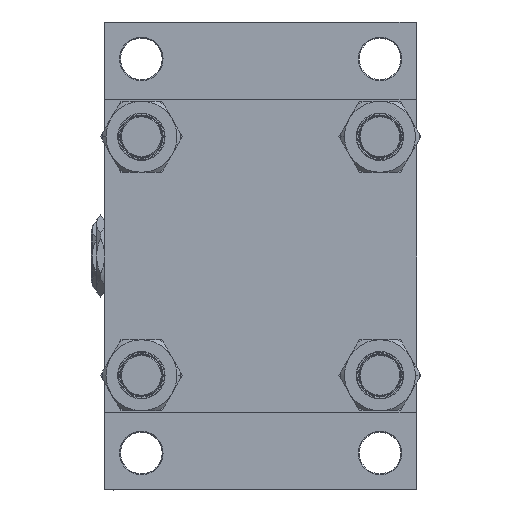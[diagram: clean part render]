
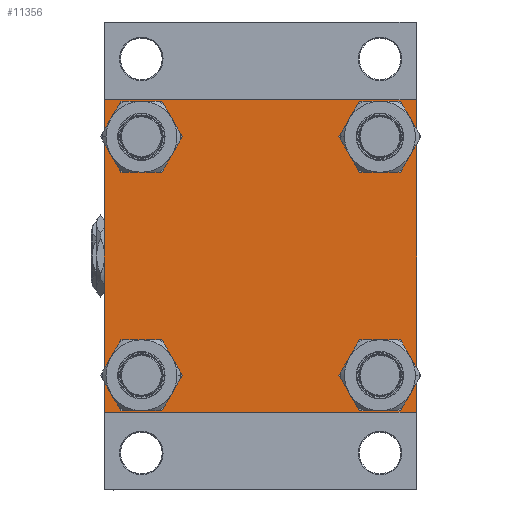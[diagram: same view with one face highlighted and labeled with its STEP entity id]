
A CAD part, left-side view. The second image highlights one B-rep face of the part: STEP entity #11356.
In plain terms, the highlighted planar face has unit normal (-1, 0, 0).
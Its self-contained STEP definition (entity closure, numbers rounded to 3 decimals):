
#415 = EDGE_LOOP ( 'NONE', ( #18832, #24818, #43425, #3069, #13325, #41845, #35084, #19813 ) ) ;
#608 = VECTOR ( 'NONE', #47905, 1000. ) ;
#1665 = VECTOR ( 'NONE', #38556, 1000. ) ;
#1724 = PLANE ( 'NONE',  #35646 ) ;
#1986 = FACE_BOUND ( 'NONE', #26212, .T. ) ;
#3069 = ORIENTED_EDGE ( 'NONE', *, *, #16895, .T. ) ;
#3154 = CIRCLE ( 'NONE', #43922, 11.5 ) ;
#4390 = DIRECTION ( 'NONE',  ( 0., 0., 1. ) ) ;
#4546 = EDGE_CURVE ( 'NONE', #26516, #15063, #22546, .T. ) ;
#6052 = ORIENTED_EDGE ( 'NONE', *, *, #26601, .T. ) ;
#6427 = DIRECTION ( 'NONE',  ( 1., 0., 0. ) ) ;
#6989 = CARTESIAN_POINT ( 'NONE',  ( 0., 62.95, 62.95 ) ) ;
#7201 = CARTESIAN_POINT ( 'NONE',  ( 0., 62.95, 62.95 ) ) ;
#7222 = DIRECTION ( 'NONE',  ( 0., 0., 1. ) ) ;
#7341 = DIRECTION ( 'NONE',  ( 0., -1., 0. ) ) ;
#8169 = VERTEX_POINT ( 'NONE', #33870 ) ;
#8492 = VECTOR ( 'NONE', #35775, 1000. ) ;
#8783 = VERTEX_POINT ( 'NONE', #12846 ) ;
#9105 = VERTEX_POINT ( 'NONE', #27112 ) ;
#9251 = LINE ( 'NONE', #20762, #8492 ) ;
#9291 = ORIENTED_EDGE ( 'NONE', *, *, #47701, .T. ) ;
#9953 = CARTESIAN_POINT ( 'NONE',  ( 0., -82.5, -82. ) ) ;
#10035 = DIRECTION ( 'NONE',  ( 0., 0., 1. ) ) ;
#10726 = VERTEX_POINT ( 'NONE', #41481 ) ;
#10767 = VERTEX_POINT ( 'NONE', #11671 ) ;
#11356 = ADVANCED_FACE ( 'NONE', ( #35992, #1986, #47020, #12472, #20734 ), #1724, .T. ) ;
#11671 = CARTESIAN_POINT ( 'NONE',  ( 0., -62.95, -51.45 ) ) ;
#11692 = EDGE_CURVE ( 'NONE', #10726, #26367, #19924, .T. ) ;
#12472 = FACE_BOUND ( 'NONE', #25680, .T. ) ;
#12703 = CARTESIAN_POINT ( 'NONE',  ( 0., -82.25, 82.25 ) ) ;
#12712 = DIRECTION ( 'NONE',  ( -1., 0., 0. ) ) ;
#12846 = CARTESIAN_POINT ( 'NONE',  ( 0., -82.5, 82. ) ) ;
#12895 = DIRECTION ( 'NONE',  ( 0., 0.707, -0.707 ) ) ;
#12945 = LINE ( 'NONE', #12703, #16036 ) ;
#13325 = ORIENTED_EDGE ( 'NONE', *, *, #26283, .F. ) ;
#13593 = VERTEX_POINT ( 'NONE', #44518 ) ;
#14447 = DIRECTION ( 'NONE',  ( 1., 0., 0. ) ) ;
#14927 = EDGE_CURVE ( 'NONE', #26367, #45028, #35367, .T. ) ;
#14934 = VERTEX_POINT ( 'NONE', #21620 ) ;
#15063 = VERTEX_POINT ( 'NONE', #17017 ) ;
#15082 = LINE ( 'NONE', #25644, #40696 ) ;
#15155 = CIRCLE ( 'NONE', #21587, 11.5 ) ;
#15391 = VECTOR ( 'NONE', #34054, 1000. ) ;
#15838 = CIRCLE ( 'NONE', #27829, 11.5 ) ;
#15881 = DIRECTION ( 'NONE',  ( 1., 0., 0. ) ) ;
#16036 = VECTOR ( 'NONE', #35235, 1000. ) ;
#16166 = CARTESIAN_POINT ( 'NONE',  ( 0., 82.25, 82.25 ) ) ;
#16260 = VERTEX_POINT ( 'NONE', #34418 ) ;
#16276 = ORIENTED_EDGE ( 'NONE', *, *, #24534, .T. ) ;
#16895 = EDGE_CURVE ( 'NONE', #15063, #35179, #9251, .T. ) ;
#16979 = CARTESIAN_POINT ( 'NONE',  ( 0., 0., 0. ) ) ;
#17017 = CARTESIAN_POINT ( 'NONE',  ( 0., -82., -82.5 ) ) ;
#17879 = AXIS2_PLACEMENT_3D ( 'NONE', #7201, #14447, #22721 ) ;
#18478 = DIRECTION ( 'NONE',  ( 1., 0., 0. ) ) ;
#18553 = CARTESIAN_POINT ( 'NONE',  ( 0., 62.95, -74.45 ) ) ;
#18787 = CARTESIAN_POINT ( 'NONE',  ( 0., 82.5, -82.5 ) ) ;
#18832 = ORIENTED_EDGE ( 'NONE', *, *, #14927, .T. ) ;
#19240 = DIRECTION ( 'NONE',  ( 0., 0., -1. ) ) ;
#19813 = ORIENTED_EDGE ( 'NONE', *, *, #11692, .T. ) ;
#19924 = LINE ( 'NONE', #16166, #29750 ) ;
#20379 = EDGE_CURVE ( 'NONE', #8169, #32436, #15838, .T. ) ;
#20388 = DIRECTION ( 'NONE',  ( 0., 0., 1. ) ) ;
#20734 = FACE_OUTER_BOUND ( 'NONE', #415, .T. ) ;
#20762 = CARTESIAN_POINT ( 'NONE',  ( 0., -82.25, -82.25 ) ) ;
#20848 = CIRCLE ( 'NONE', #36017, 11.5 ) ;
#21587 = AXIS2_PLACEMENT_3D ( 'NONE', #36538, #40312, #25536 ) ;
#21620 = CARTESIAN_POINT ( 'NONE',  ( 0., 62.95, 74.45 ) ) ;
#22364 = EDGE_CURVE ( 'NONE', #34660, #13593, #3154, .T. ) ;
#22451 = EDGE_CURVE ( 'NONE', #10726, #16260, #15082, .T. ) ;
#22546 = LINE ( 'NONE', #18787, #15391 ) ;
#22721 = DIRECTION ( 'NONE',  ( 0., 0., 1. ) ) ;
#23444 = CIRCLE ( 'NONE', #17879, 11.5 ) ;
#23811 = ORIENTED_EDGE ( 'NONE', *, *, #22364, .T. ) ;
#24141 = CARTESIAN_POINT ( 'NONE',  ( 0., 82., -82.5 ) ) ;
#24382 = CARTESIAN_POINT ( 'NONE',  ( 0., 82.5, 82.5 ) ) ;
#24534 = EDGE_CURVE ( 'NONE', #30751, #10767, #15155, .T. ) ;
#24818 = ORIENTED_EDGE ( 'NONE', *, *, #28955, .T. ) ;
#25536 = DIRECTION ( 'NONE',  ( 0., 0., 1. ) ) ;
#25602 = ORIENTED_EDGE ( 'NONE', *, *, #32847, .T. ) ;
#25644 = CARTESIAN_POINT ( 'NONE',  ( 0., 82.5, 82.5 ) ) ;
#25680 = EDGE_LOOP ( 'NONE', ( #43863, #9291 ) ) ;
#25966 = CARTESIAN_POINT ( 'NONE',  ( 0., 82.5, 82. ) ) ;
#26167 = EDGE_CURVE ( 'NONE', #32436, #8169, #43216, .T. ) ;
#26212 = EDGE_LOOP ( 'NONE', ( #25602, #16276 ) ) ;
#26283 = EDGE_CURVE ( 'NONE', #8783, #35179, #42280, .T. ) ;
#26367 = VERTEX_POINT ( 'NONE', #25966 ) ;
#26516 = VERTEX_POINT ( 'NONE', #24141 ) ;
#26601 = EDGE_CURVE ( 'NONE', #13593, #34660, #20848, .T. ) ;
#27078 = LINE ( 'NONE', #42326, #1665 ) ;
#27112 = CARTESIAN_POINT ( 'NONE',  ( 0., 62.95, 51.45 ) ) ;
#27829 = AXIS2_PLACEMENT_3D ( 'NONE', #43486, #39720, #37381 ) ;
#27907 = CARTESIAN_POINT ( 'NONE',  ( 0., 62.95, -62.95 ) ) ;
#28844 = CARTESIAN_POINT ( 'NONE',  ( 0., -62.95, -74.45 ) ) ;
#28955 = EDGE_CURVE ( 'NONE', #45028, #26516, #27078, .T. ) ;
#29051 = CIRCLE ( 'NONE', #39412, 11.5 ) ;
#29068 = CARTESIAN_POINT ( 'NONE',  ( 0., -62.95, 62.95 ) ) ;
#29383 = EDGE_CURVE ( 'NONE', #8783, #16260, #12945, .T. ) ;
#29607 = ORIENTED_EDGE ( 'NONE', *, *, #20379, .T. ) ;
#29750 = VECTOR ( 'NONE', #12895, 1000. ) ;
#30751 = VERTEX_POINT ( 'NONE', #28844 ) ;
#32165 = CIRCLE ( 'NONE', #48187, 11.5 ) ;
#32255 = DIRECTION ( 'NONE',  ( 0., 0., 1. ) ) ;
#32436 = VERTEX_POINT ( 'NONE', #45232 ) ;
#32847 = EDGE_CURVE ( 'NONE', #10767, #30751, #32165, .T. ) ;
#33870 = CARTESIAN_POINT ( 'NONE',  ( 0., -62.95, 51.45 ) ) ;
#33944 = EDGE_CURVE ( 'NONE', #14934, #9105, #29051, .T. ) ;
#34054 = DIRECTION ( 'NONE',  ( 0., -1., 0. ) ) ;
#34418 = CARTESIAN_POINT ( 'NONE',  ( 0., -82., 82.5 ) ) ;
#34660 = VERTEX_POINT ( 'NONE', #18553 ) ;
#35084 = ORIENTED_EDGE ( 'NONE', *, *, #22451, .F. ) ;
#35179 = VERTEX_POINT ( 'NONE', #9953 ) ;
#35235 = DIRECTION ( 'NONE',  ( 0., 0.707, 0.707 ) ) ;
#35367 = LINE ( 'NONE', #24382, #608 ) ;
#35646 = AXIS2_PLACEMENT_3D ( 'NONE', #16979, #12712, #32255 ) ;
#35775 = DIRECTION ( 'NONE',  ( 0., -0.707, 0.707 ) ) ;
#35992 = FACE_BOUND ( 'NONE', #39640, .T. ) ;
#36017 = AXIS2_PLACEMENT_3D ( 'NONE', #27907, #43163, #20388 ) ;
#36538 = CARTESIAN_POINT ( 'NONE',  ( 0., -62.95, -62.95 ) ) ;
#37381 = DIRECTION ( 'NONE',  ( 0., 0., 1. ) ) ;
#38073 = CARTESIAN_POINT ( 'NONE',  ( 0., 82.5, -82. ) ) ;
#38164 = EDGE_LOOP ( 'NONE', ( #6052, #23811 ) ) ;
#38261 = CARTESIAN_POINT ( 'NONE',  ( 0., -82.5, 82.5 ) ) ;
#38556 = DIRECTION ( 'NONE',  ( 0., -0.707, -0.707 ) ) ;
#38663 = CARTESIAN_POINT ( 'NONE',  ( 0., 62.95, -62.95 ) ) ;
#38883 = DIRECTION ( 'NONE',  ( 1., 0., 0. ) ) ;
#39412 = AXIS2_PLACEMENT_3D ( 'NONE', #6989, #18478, #7222 ) ;
#39640 = EDGE_LOOP ( 'NONE', ( #39829, #29607 ) ) ;
#39720 = DIRECTION ( 'NONE',  ( 1., 0., 0. ) ) ;
#39829 = ORIENTED_EDGE ( 'NONE', *, *, #26167, .T. ) ;
#40312 = DIRECTION ( 'NONE',  ( 1., 0., 0. ) ) ;
#40696 = VECTOR ( 'NONE', #7341, 1000. ) ;
#41481 = CARTESIAN_POINT ( 'NONE',  ( 0., 82., 82.5 ) ) ;
#41644 = AXIS2_PLACEMENT_3D ( 'NONE', #29068, #38883, #10035 ) ;
#41845 = ORIENTED_EDGE ( 'NONE', *, *, #29383, .T. ) ;
#42280 = LINE ( 'NONE', #38261, #44847 ) ;
#42326 = CARTESIAN_POINT ( 'NONE',  ( 0., 82.25, -82.25 ) ) ;
#43163 = DIRECTION ( 'NONE',  ( 1., 0., 0. ) ) ;
#43216 = CIRCLE ( 'NONE', #41644, 11.5 ) ;
#43425 = ORIENTED_EDGE ( 'NONE', *, *, #4546, .T. ) ;
#43486 = CARTESIAN_POINT ( 'NONE',  ( 0., -62.95, 62.95 ) ) ;
#43733 = CARTESIAN_POINT ( 'NONE',  ( 0., -62.95, -62.95 ) ) ;
#43863 = ORIENTED_EDGE ( 'NONE', *, *, #33944, .T. ) ;
#43922 = AXIS2_PLACEMENT_3D ( 'NONE', #38663, #15881, #4390 ) ;
#44518 = CARTESIAN_POINT ( 'NONE',  ( 0., 62.95, -51.45 ) ) ;
#44847 = VECTOR ( 'NONE', #19240, 1000. ) ;
#45028 = VERTEX_POINT ( 'NONE', #38073 ) ;
#45232 = CARTESIAN_POINT ( 'NONE',  ( 0., -62.95, 74.45 ) ) ;
#47020 = FACE_BOUND ( 'NONE', #38164, .T. ) ;
#47701 = EDGE_CURVE ( 'NONE', #9105, #14934, #23444, .T. ) ;
#47731 = DIRECTION ( 'NONE',  ( 0., 0., 1. ) ) ;
#47905 = DIRECTION ( 'NONE',  ( 0., 0., -1. ) ) ;
#48187 = AXIS2_PLACEMENT_3D ( 'NONE', #43733, #6427, #47731 ) ;
